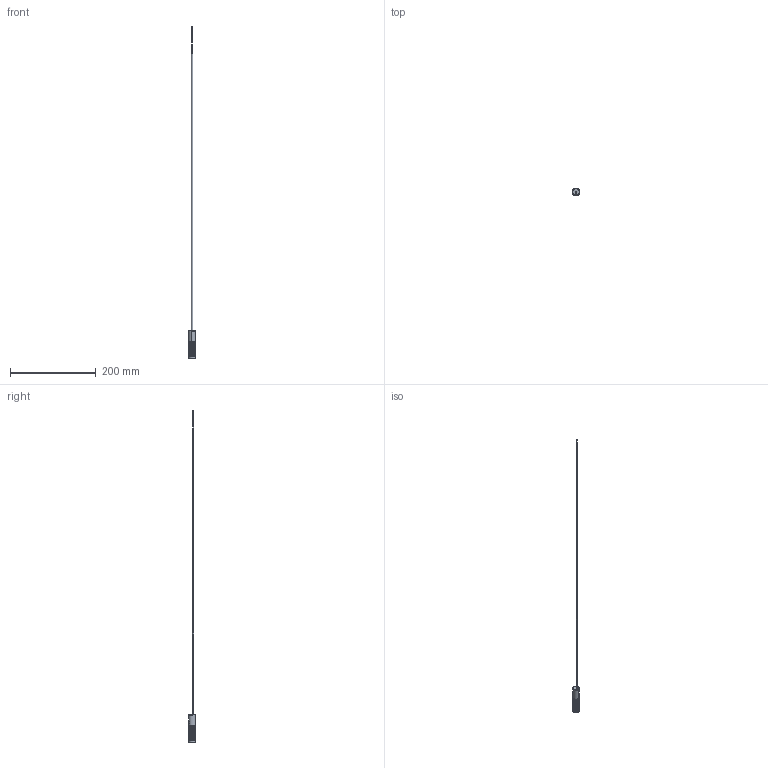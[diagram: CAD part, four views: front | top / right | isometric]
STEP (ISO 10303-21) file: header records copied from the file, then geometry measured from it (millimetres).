
FILE_DESCRIPTION((''),'2;1');
FILE_NAME('232143_SM01_ASM','2022-11-07T09:02:21',('PDMAdmin'),('BANNER ENGINEERING'),'CREO PARAMETRIC BY PTC INC, 2019292','CREO PARAMETRIC BY PTC INC, 2019292','');
FILE_SCHEMA(('CONFIG_CONTROL_DESIGN'));
Products named in the file (3): 232413_EP01; 232143_EP02; 232143_SM01_ASM
Assembly tree (2 placements, depth 2):
  232143_SM01_ASM
    232413_EP01
    232143_EP02
Bounding box: 16.74 x 17.88 x 775.8 mm (x, y, z)
Volume: 19451.5 mm3; surface area: 12018 mm2
Topology: 1 solids, 5 shells, 494 faces, 1133 edges, 658 vertices
Faces by surface type: bspline 231, cylinder 121, plane 120, cone 10, torus 6, extrusion 4, sphere 2
Entity records: 36752 total; most frequent: CARTESIAN_POINT 27585, ORIENTED_EDGE 2266, DIRECTION 1145, EDGE_CURVE 1133, VERTEX_POINT 658, B_SPLINE_CURVE_WITH_KNOTS 649, EDGE_LOOP 505, FACE_OUTER_BOUND 494
